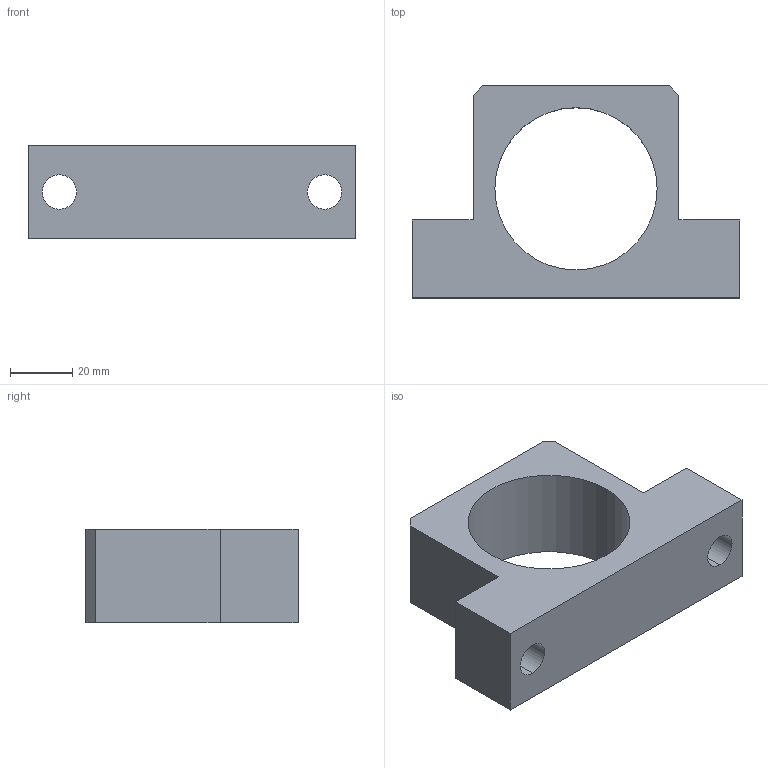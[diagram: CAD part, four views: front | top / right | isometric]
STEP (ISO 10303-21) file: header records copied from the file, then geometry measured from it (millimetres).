
FILE_DESCRIPTION (( 'STEP AP203' ), '1' );
FILE_NAME ('EF 25.STEP', '2014-08-05T09:37:12', ( '' ), ( '' ), 'SwSTEP 2.0', 'SolidWorks 2013', '' );
FILE_SCHEMA (( 'CONFIG_CONTROL_DESIGN' ));
Length unit declared in the file: millimetre
Products named in the file (1): EF 25
Bounding box: 105 x 68 x 30 mm (x, y, z)
Volume: 95156.8 mm3; surface area: 23183.8 mm2
Topology: 1 solids, 1 shells, 18 faces, 48 edges, 32 vertices
Faces by surface type: plane 12, cylinder 6
Entity records: 653 total; most frequent: CARTESIAN_POINT 99, DIRECTION 98, ORIENTED_EDGE 96, EDGE_CURVE 48, LINE 36, VECTOR 36, VERTEX_POINT 32, AXIS2_PLACEMENT_3D 31
